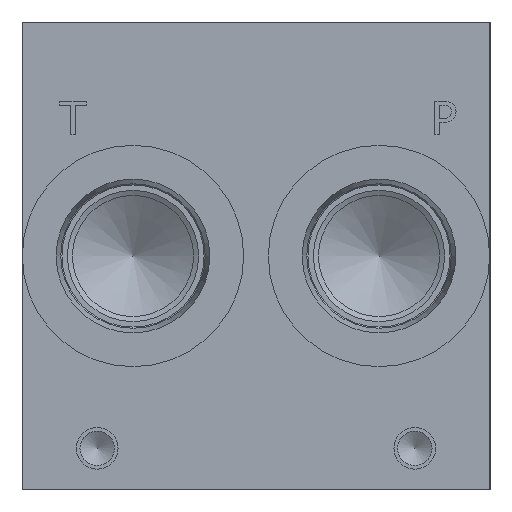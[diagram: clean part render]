
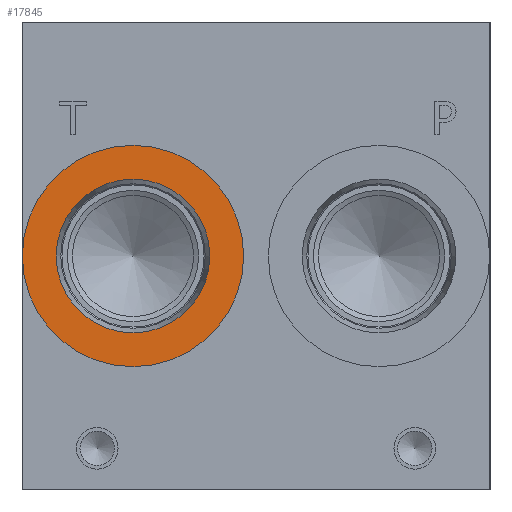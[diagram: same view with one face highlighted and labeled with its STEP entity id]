
A CAD part, left-side view. The second image highlights one B-rep face of the part: STEP entity #17845.
In plain terms, the highlighted planar face has unit normal (-1, 0, 0).
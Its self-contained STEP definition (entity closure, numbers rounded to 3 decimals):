
#733=CIRCLE('',#18862,21.019);
#734=CIRCLE('',#18863,21.019);
#735=CIRCLE('',#18865,14.592);
#736=CIRCLE('',#18866,14.592);
#1519=FACE_BOUND('',#3399,.T.);
#2349=FACE_OUTER_BOUND('',#3398,.T.);
#3398=EDGE_LOOP('',(#15086,#15087));
#3399=EDGE_LOOP('',(#15088,#15089));
#8179=VERTEX_POINT('',#30330);
#8180=VERTEX_POINT('',#30332);
#8181=VERTEX_POINT('',#30336);
#8182=VERTEX_POINT('',#30337);
#10574=EDGE_CURVE('',#8179,#8180,#733,.T.);
#10575=EDGE_CURVE('',#8180,#8179,#734,.T.);
#10576=EDGE_CURVE('',#8181,#8182,#735,.T.);
#10577=EDGE_CURVE('',#8182,#8181,#736,.T.);
#15086=ORIENTED_EDGE('',*,*,#10575,.F.);
#15087=ORIENTED_EDGE('',*,*,#10574,.F.);
#15088=ORIENTED_EDGE('',*,*,#10576,.T.);
#15089=ORIENTED_EDGE('',*,*,#10577,.T.);
#16443=PLANE('',#18864);
#17845=ADVANCED_FACE('',(#2349,#1519),#16443,.F.);
#18862=AXIS2_PLACEMENT_3D('',#30333,#22382,#22383);
#18863=AXIS2_PLACEMENT_3D('',#30334,#22384,#22385);
#18864=AXIS2_PLACEMENT_3D('',#30335,#22386,#22387);
#18865=AXIS2_PLACEMENT_3D('',#30338,#22388,#22389);
#18866=AXIS2_PLACEMENT_3D('',#30339,#22390,#22391);
#22382=DIRECTION('center_axis',(1.,0.,0.));
#22383=DIRECTION('ref_axis',(0.,0.,-1.));
#22384=DIRECTION('center_axis',(1.,0.,0.));
#22385=DIRECTION('ref_axis',(0.,0.,-1.));
#22386=DIRECTION('center_axis',(1.,0.,0.));
#22387=DIRECTION('ref_axis',(0.,0.,-1.));
#22388=DIRECTION('center_axis',(1.,0.,0.));
#22389=DIRECTION('ref_axis',(0.,0.,-1.));
#22390=DIRECTION('center_axis',(1.,0.,0.));
#22391=DIRECTION('ref_axis',(0.,0.,-1.));
#30330=CARTESIAN_POINT('',(0.787,67.818,23.432));
#30332=CARTESIAN_POINT('',(0.787,67.818,65.469));
#30333=CARTESIAN_POINT('Origin',(0.787,67.818,44.45));
#30334=CARTESIAN_POINT('Origin',(0.787,67.818,44.45));
#30335=CARTESIAN_POINT('Origin',(0.787,67.818,59.042));
#30336=CARTESIAN_POINT('',(0.787,67.818,59.042));
#30337=CARTESIAN_POINT('',(0.787,67.818,29.858));
#30338=CARTESIAN_POINT('Origin',(0.787,67.818,44.45));
#30339=CARTESIAN_POINT('Origin',(0.787,67.818,44.45));
